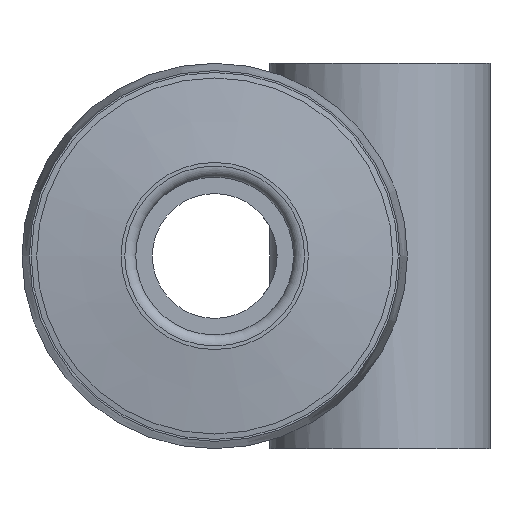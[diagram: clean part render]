
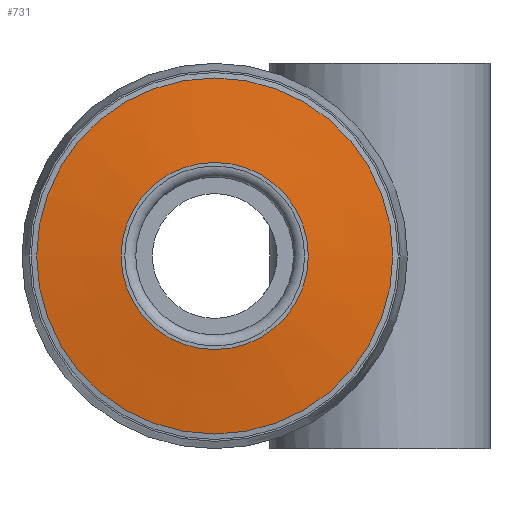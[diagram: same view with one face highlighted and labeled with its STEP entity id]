
A CAD part, front view. The second image highlights one B-rep face of the part: STEP entity #731.
In plain terms, the highlighted conical face has half-angle 82.569 degrees and reference radius 3.7 mm.
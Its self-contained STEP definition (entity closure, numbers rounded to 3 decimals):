
#697=CARTESIAN_POINT('',(-2.55,-16.95,0.0));
#698=VERTEX_POINT('',#697);
#699=CARTESIAN_POINT('',(0.0,-16.95,0.0));
#700=DIRECTION('',(0.0,1.0,0.0));
#701=DIRECTION('',(-1.0,0.0,0.0));
#702=AXIS2_PLACEMENT_3D('',#699,#700,#701);
#703=CIRCLE('',#702,2.55);
#704=EDGE_CURVE('',#698,#698,#703,.T.);
#712=CARTESIAN_POINT('',(0.0,-16.8,0.0));
#713=DIRECTION('',(0.0,1.0,0.0));
#714=DIRECTION('',(-1.0,0.0,0.0));
#715=AXIS2_PLACEMENT_3D('',#712,#713,#714);
#716=CONICAL_SURFACE('',#715,3.7,82.569);
#717=CARTESIAN_POINT('',(-4.85,-16.65,0.0));
#718=VERTEX_POINT('',#717);
#719=CARTESIAN_POINT('',(0.0,-16.65,0.0));
#720=DIRECTION('',(0.0,1.0,0.0));
#721=DIRECTION('',(-1.0,0.0,0.0));
#722=AXIS2_PLACEMENT_3D('',#719,#720,#721);
#723=CIRCLE('',#722,4.85);
#724=EDGE_CURVE('',#718,#718,#723,.T.);
#725=ORIENTED_EDGE('',*,*,#724,.F.);
#726=EDGE_LOOP('',(#725));
#727=FACE_OUTER_BOUND('',#726,.T.);
#728=ORIENTED_EDGE('',*,*,#704,.T.);
#729=EDGE_LOOP('',(#728));
#730=FACE_BOUND('',#729,.T.);
#731=ADVANCED_FACE('',(#727,#730),#716,.T.);
